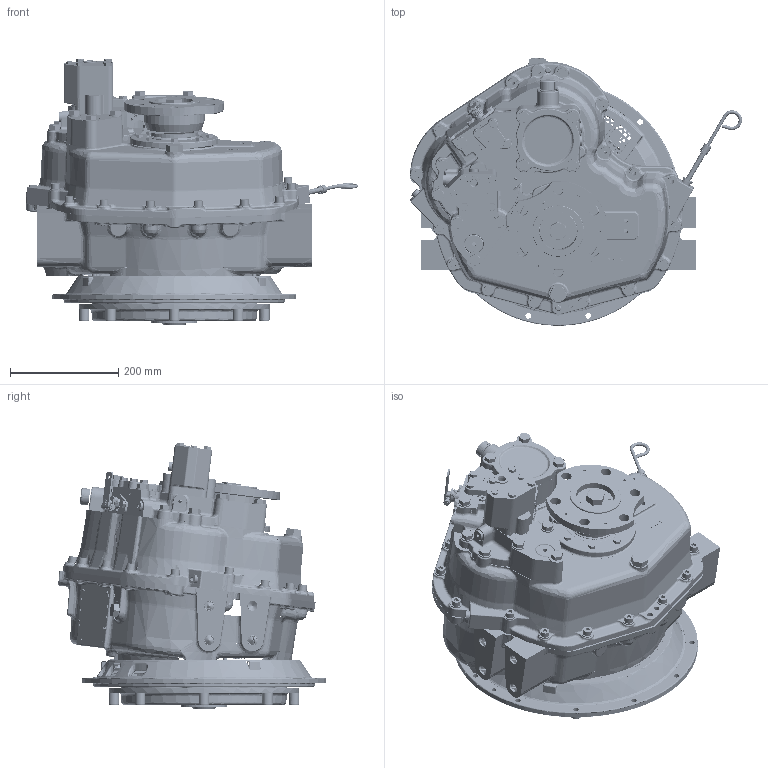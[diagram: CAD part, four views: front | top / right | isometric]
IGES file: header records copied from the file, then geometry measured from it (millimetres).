
Start section: SolidWorks IGES file using analytic representation for surfaces
Global section: file name: 1026876C.IGS; native system: SolidWorks 2010; preprocessor: SolidWorks 2010; author: AndrewC; date: 140703.113654; units: millimetre
Bounding box: 614.05 x 494.91 x 493.27 mm (x, y, z)
Surface area: 2243956.7 mm2 (no closed solid volume)
Topology: 0 solids, 0 shells, 8051 faces, 105154 edges, 104917 vertices
Faces by surface type: bspline 5356, revolution 2695
